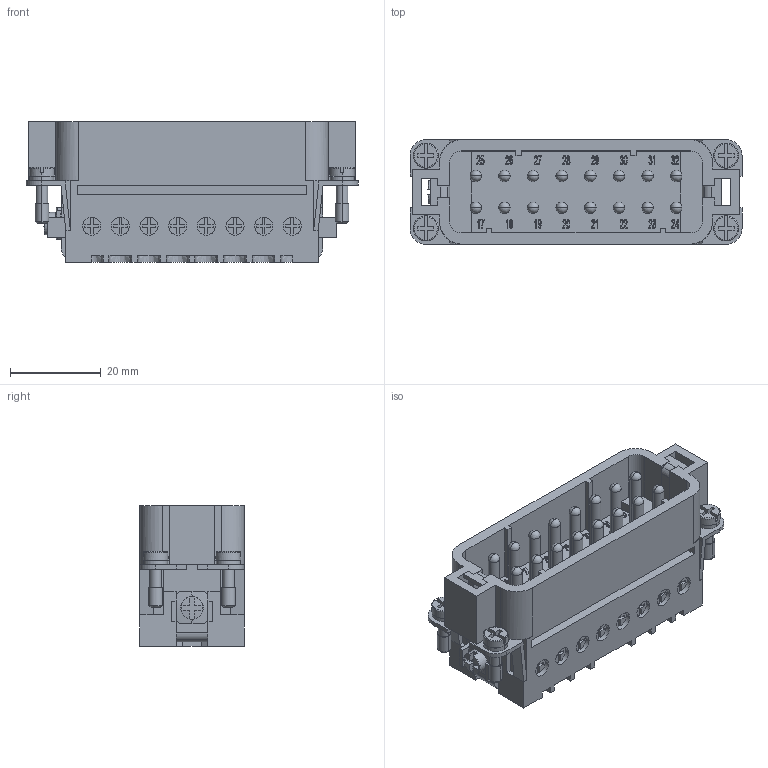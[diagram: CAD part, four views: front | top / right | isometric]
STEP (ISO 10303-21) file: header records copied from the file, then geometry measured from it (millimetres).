
FILE_DESCRIPTION((''),'2;1');
FILE_NAME('CDAM 16 N.stp','2006-11-09T09:59:39',('gembarski'),(''),'Autodesk Inventor 7','Autodesk Inventor 7','');
FILE_SCHEMA(('AUTOMOTIVE_DESIGN { 1 0 10303 214 1 1 1 1 }'));
Length unit declared in the file: millimetre
Products named in the file (1): CDAM 16 N
Bounding box: 73 x 23 x 31 mm (x, y, z)
Volume: 27326.3 mm3; surface area: 20892.3 mm2
Topology: 17 solids, 17 shells, 2019 faces, 5496 edges, 3599 vertices
Faces by surface type: bspline 998, plane 801, cylinder 172, sphere 36, torus 8, cone 4
Entity records: 67904 total; most frequent: CARTESIAN_POINT 21479, ORIENTED_EDGE 10936, DIRECTION 7225, EDGE_CURVE 5468, VERTEX_POINT 3599, VECTOR 3467, LINE 3467, EDGE_LOOP 2193
